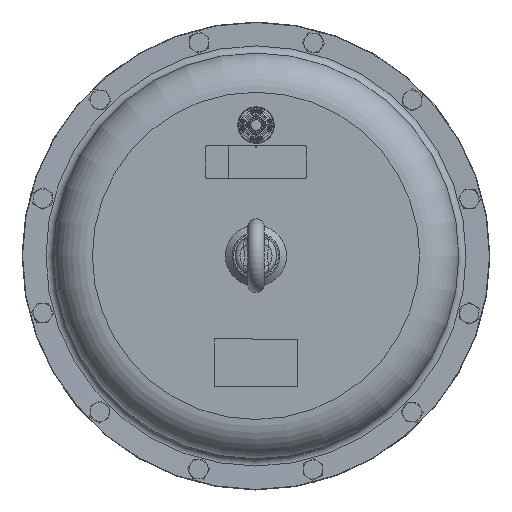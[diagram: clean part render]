
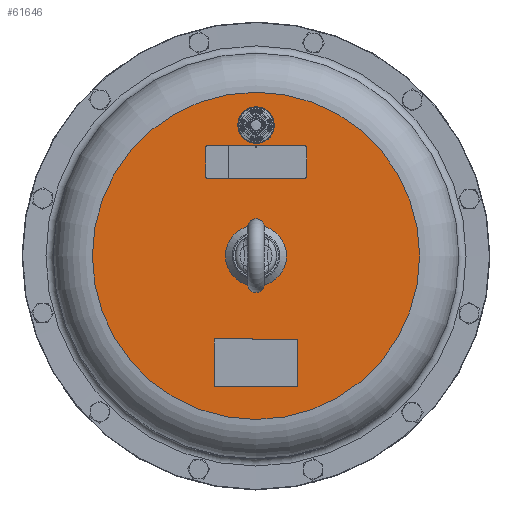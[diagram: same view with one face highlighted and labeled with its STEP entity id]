
A CAD part, top view. The second image highlights one B-rep face of the part: STEP entity #61646.
In plain terms, the highlighted planar face has unit normal (0, 0, 1).
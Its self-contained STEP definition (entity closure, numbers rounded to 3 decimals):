
#4534=LINE('',#104826,#8055);
#4538=LINE('',#104835,#8059);
#4541=LINE('',#104843,#8062);
#4544=LINE('',#104851,#8065);
#4546=LINE('',#104858,#8067);
#4549=LINE('',#104863,#8070);
#4551=LINE('',#104867,#8072);
#4553=LINE('',#104870,#8074);
#8055=VECTOR('',#74567,1000.);
#8059=VECTOR('',#74577,1000.);
#8062=VECTOR('',#74586,1000.);
#8065=VECTOR('',#74595,1000.);
#8067=VECTOR('',#74603,1000.);
#8070=VECTOR('',#74608,1000.);
#8072=VECTOR('',#74612,1000.);
#8074=VECTOR('',#74616,1000.);
#11938=FACE_BOUND('',#16887,.T.);
#11939=FACE_BOUND('',#16888,.T.);
#11940=FACE_BOUND('',#16889,.T.);
#11941=FACE_BOUND('',#16890,.T.);
#13152=FACE_OUTER_BOUND('',#16886,.T.);
#16886=EDGE_LOOP('',(#42354));
#16887=EDGE_LOOP('',(#42355));
#16888=EDGE_LOOP('',(#42356,#42357,#42358,#42359,#42360,#42361,#42362,#42363));
#16889=EDGE_LOOP('',(#42364,#42365,#42366,#42367));
#16890=EDGE_LOOP('',(#42368));
#20707=CIRCLE('',#65661,137.75);
#20724=CIRCLE('',#65686,14.);
#20725=CIRCLE('',#65688,25.657);
#20880=CIRCLE('',#66078,2.);
#20881=CIRCLE('',#66081,2.);
#20882=CIRCLE('',#66084,2.);
#20883=CIRCLE('',#66087,2.);
#24207=VERTEX_POINT('',#102435);
#24238=VERTEX_POINT('',#102504);
#24239=VERTEX_POINT('',#102508);
#24571=VERTEX_POINT('',#104824);
#24572=VERTEX_POINT('',#104825);
#24573=VERTEX_POINT('',#104830);
#24574=VERTEX_POINT('',#104834);
#24575=VERTEX_POINT('',#104838);
#24576=VERTEX_POINT('',#104842);
#24577=VERTEX_POINT('',#104846);
#24578=VERTEX_POINT('',#104850);
#24579=VERTEX_POINT('',#104856);
#24580=VERTEX_POINT('',#104857);
#24581=VERTEX_POINT('',#104862);
#24582=VERTEX_POINT('',#104866);
#30467=EDGE_CURVE('',#24207,#24207,#20707,.T.);
#30500=EDGE_CURVE('',#24238,#24238,#20724,.T.);
#30502=EDGE_CURVE('',#24239,#24239,#20725,.T.);
#31023=EDGE_CURVE('',#24571,#24572,#4534,.T.);
#31026=EDGE_CURVE('',#24572,#24573,#20880,.T.);
#31028=EDGE_CURVE('',#24573,#24574,#4538,.T.);
#31030=EDGE_CURVE('',#24574,#24575,#20881,.T.);
#31032=EDGE_CURVE('',#24575,#24576,#4541,.T.);
#31034=EDGE_CURVE('',#24576,#24577,#20882,.T.);
#31036=EDGE_CURVE('',#24577,#24578,#4544,.T.);
#31038=EDGE_CURVE('',#24578,#24571,#20883,.T.);
#31039=EDGE_CURVE('',#24579,#24580,#4546,.T.);
#31042=EDGE_CURVE('',#24580,#24581,#4549,.T.);
#31044=EDGE_CURVE('',#24581,#24582,#4551,.T.);
#31046=EDGE_CURVE('',#24582,#24579,#4553,.T.);
#42354=ORIENTED_EDGE('',*,*,#30467,.F.);
#42355=ORIENTED_EDGE('',*,*,#30502,.T.);
#42356=ORIENTED_EDGE('',*,*,#31038,.F.);
#42357=ORIENTED_EDGE('',*,*,#31036,.F.);
#42358=ORIENTED_EDGE('',*,*,#31034,.F.);
#42359=ORIENTED_EDGE('',*,*,#31032,.F.);
#42360=ORIENTED_EDGE('',*,*,#31030,.F.);
#42361=ORIENTED_EDGE('',*,*,#31028,.F.);
#42362=ORIENTED_EDGE('',*,*,#31026,.F.);
#42363=ORIENTED_EDGE('',*,*,#31023,.F.);
#42364=ORIENTED_EDGE('',*,*,#31046,.F.);
#42365=ORIENTED_EDGE('',*,*,#31044,.F.);
#42366=ORIENTED_EDGE('',*,*,#31042,.F.);
#42367=ORIENTED_EDGE('',*,*,#31039,.F.);
#42368=ORIENTED_EDGE('',*,*,#30500,.T.);
#56042=PLANE('',#66122);
#61646=ADVANCED_FACE('',(#13152,#11938,#11939,#11940,#11941),#56042,.F.);
#65661=AXIS2_PLACEMENT_3D('',#102437,#73572,#73573);
#65686=AXIS2_PLACEMENT_3D('',#102505,#73634,#73635);
#65688=AXIS2_PLACEMENT_3D('',#102509,#73639,#73640);
#66078=AXIS2_PLACEMENT_3D('',#104831,#74572,#74573);
#66081=AXIS2_PLACEMENT_3D('',#104839,#74581,#74582);
#66084=AXIS2_PLACEMENT_3D('',#104847,#74590,#74591);
#66087=AXIS2_PLACEMENT_3D('',#104854,#74599,#74600);
#66122=AXIS2_PLACEMENT_3D('',#104941,#74711,#74712);
#73572=DIRECTION('center_axis',(0.,0.,
-1.));
#73573=DIRECTION('ref_axis',(-1.,0.001,0.));
#73634=DIRECTION('center_axis',(0.,0.,
-1.));
#73635=DIRECTION('ref_axis',(-1.,0.001,0.));
#73639=DIRECTION('center_axis',(0.,0.,
-1.));
#73640=DIRECTION('ref_axis',(-1.,0.001,0.));
#74567=DIRECTION('',(0.001,1.,0.));
#74572=DIRECTION('center_axis',(0.,0.,
1.));
#74573=DIRECTION('ref_axis',(1.,-0.001,0.));
#74577=DIRECTION('',(-1.,0.001,0.));
#74581=DIRECTION('center_axis',(0.,0.,
1.));
#74582=DIRECTION('ref_axis',(1.,-0.001,0.));
#74586=DIRECTION('',(-0.001,-1.,0.));
#74590=DIRECTION('center_axis',(0.,0.,
1.));
#74591=DIRECTION('ref_axis',(1.,-0.001,0.));
#74595=DIRECTION('',(1.,-0.001,0.));
#74599=DIRECTION('center_axis',(0.,0.,
1.));
#74600=DIRECTION('ref_axis',(1.,-0.001,0.));
#74603=DIRECTION('',(-1.,0.001,0.));
#74608=DIRECTION('',(-0.001,-1.,0.));
#74612=DIRECTION('',(1.,-0.001,0.));
#74616=DIRECTION('',(0.001,1.,0.));
#74711=DIRECTION('center_axis',(0.,0.,
-1.));
#74712=DIRECTION('ref_axis',(-1.,0.001,0.));
#102435=CARTESIAN_POINT('',(137.75,-0.134,401.));
#102437=CARTESIAN_POINT('Origin',(0.,0.,
401.));
#102504=CARTESIAN_POINT('',(14.107,109.986,401.));
#102505=CARTESIAN_POINT('Origin',(0.107,110.,401.));
#102508=CARTESIAN_POINT('',(25.657,-0.025,401.));
#102509=CARTESIAN_POINT('Origin',(0.,0.,
401.));
#104824=CARTESIAN_POINT('',(42.565,66.959,401.));
#104825=CARTESIAN_POINT('',(42.588,90.959,401.));
#104826=CARTESIAN_POINT('',(42.565,66.959,401.));
#104830=CARTESIAN_POINT('',(40.59,92.961,401.));
#104831=CARTESIAN_POINT('Origin',(40.588,90.961,401.));
#104834=CARTESIAN_POINT('',(-40.41,93.039,401.));
#104835=CARTESIAN_POINT('',(40.59,92.961,401.));
#104838=CARTESIAN_POINT('',(-42.412,91.041,401.));
#104839=CARTESIAN_POINT('Origin',(-40.412,91.039,401.));
#104842=CARTESIAN_POINT('',(-42.435,67.041,401.));
#104843=CARTESIAN_POINT('',(-42.435,67.041,401.));
#104846=CARTESIAN_POINT('',(-40.437,65.039,401.));
#104847=CARTESIAN_POINT('Origin',(-40.435,67.039,401.));
#104850=CARTESIAN_POINT('',(40.563,64.961,401.));
#104851=CARTESIAN_POINT('',(40.563,64.961,401.));
#104854=CARTESIAN_POINT('Origin',(40.565,66.961,401.));
#104856=CARTESIAN_POINT('',(34.932,-70.034,401.));
#104857=CARTESIAN_POINT('',(-35.068,-69.966,401.));
#104858=CARTESIAN_POINT('',(34.932,-70.034,401.));
#104862=CARTESIAN_POINT('',(-35.107,-109.966,401.));
#104863=CARTESIAN_POINT('',(-35.068,-69.966,401.));
#104866=CARTESIAN_POINT('',(34.893,-110.034,401.));
#104867=CARTESIAN_POINT('',(34.893,-110.034,401.));
#104870=CARTESIAN_POINT('',(34.932,-70.034,401.));
#104941=CARTESIAN_POINT('Origin',(0.,0.,
401.));
